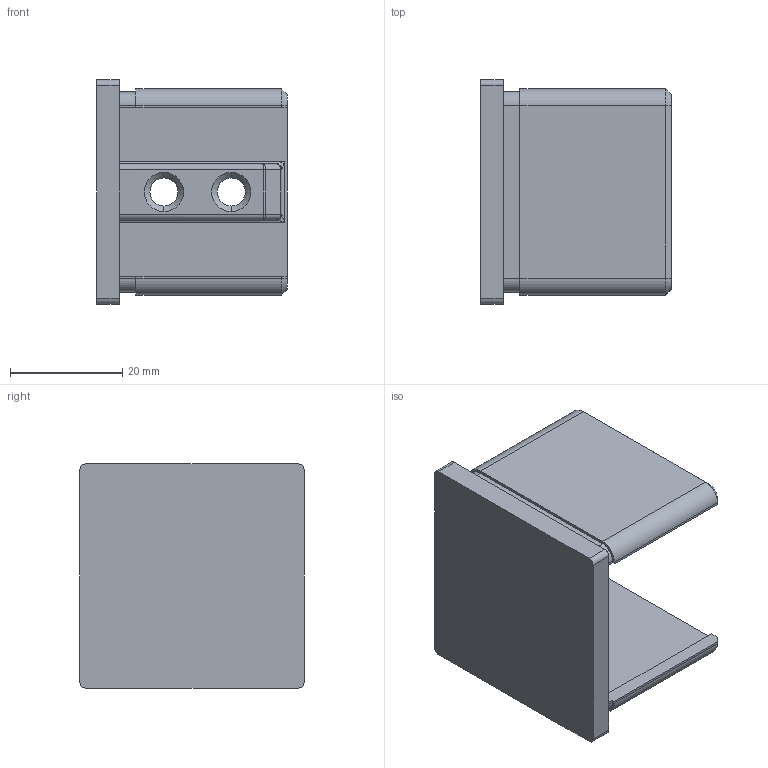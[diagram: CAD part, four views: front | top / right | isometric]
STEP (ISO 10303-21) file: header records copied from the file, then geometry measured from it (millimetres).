
FILE_DESCRIPTION (( 'STEP AP203' ), '1' );
FILE_NAME ('A_6732-040.STEP', '2019-01-14T13:45:08', ( '' ), ( '' ), 'SwSTEP 2.0', 'SolidWorks 2018', '' );
FILE_SCHEMA (( 'CONFIG_CONTROL_DESIGN' ));
Length unit declared in the file: millimetre
Products named in the file (1): A_6732-040
Bounding box: 34 x 40 x 40 mm (x, y, z)
Volume: 14752.4 mm3; surface area: 10941.3 mm2
Topology: 1 solids, 1 shells, 100 faces, 247 edges, 136 vertices
Faces by surface type: cylinder 39, plane 35, cone 12, bspline 8, sphere 6
Entity records: 3096 total; most frequent: CARTESIAN_POINT 774, DIRECTION 477, ORIENTED_EDGE 466, EDGE_CURVE 233, AXIS2_PLACEMENT_3D 167, LINE 143, VECTOR 143, VERTEX_POINT 136
